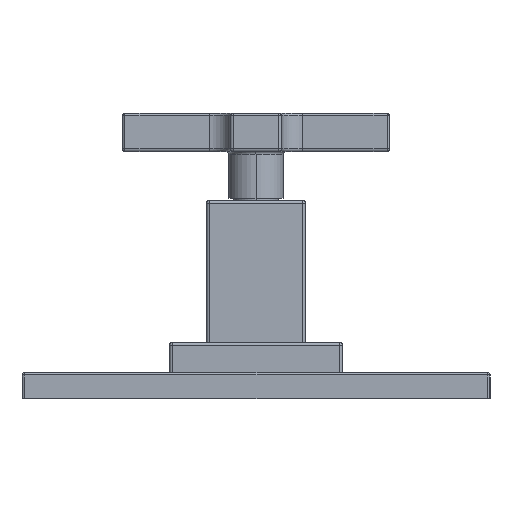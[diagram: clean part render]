
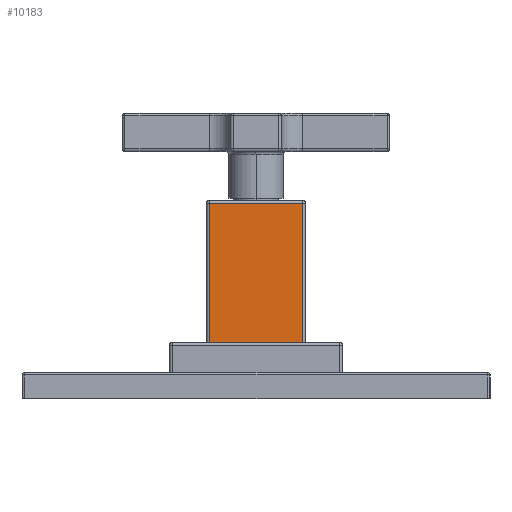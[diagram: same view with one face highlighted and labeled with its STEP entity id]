
A CAD part, left-side view. The second image highlights one B-rep face of the part: STEP entity #10183.
In plain terms, the highlighted planar face has unit normal (-1, 0, 0).
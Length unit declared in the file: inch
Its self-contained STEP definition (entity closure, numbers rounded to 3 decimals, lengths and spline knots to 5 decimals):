
#3707=DIRECTION('',(0.,-1.,0.));
#3708=VECTOR('',#3707,1.1);
#3709=CARTESIAN_POINT('',(-0.67,0.55,0.66));
#3710=LINE('',#3709,#3708);
#3773=DIRECTION('',(0.,0.,-1.));
#3774=VECTOR('',#3773,1.64);
#3775=CARTESIAN_POINT('',(-0.67,0.55,2.3));
#3776=LINE('',#3775,#3774);
#3777=DIRECTION('',(0.,-1.,0.));
#3778=VECTOR('',#3777,1.1);
#3779=CARTESIAN_POINT('',(-0.67,0.55,2.3));
#3780=LINE('',#3779,#3778);
#3781=DIRECTION('',(0.,0.,-1.));
#3782=VECTOR('',#3781,1.64);
#3783=CARTESIAN_POINT('',(-0.67,-0.55,2.3));
#3784=LINE('',#3783,#3782);
#5243=CARTESIAN_POINT('',(-0.67,0.55,2.3));
#5244=CARTESIAN_POINT('',(-0.67,-0.55,2.3));
#5245=VERTEX_POINT('',#5243);
#5246=VERTEX_POINT('',#5244);
#5259=CARTESIAN_POINT('',(-0.67,0.55,0.66));
#5260=CARTESIAN_POINT('',(-0.67,-0.55,0.66));
#5261=VERTEX_POINT('',#5259);
#5262=VERTEX_POINT('',#5260);
#10169=CARTESIAN_POINT('',(-0.67,0.58,0.66));
#10170=DIRECTION('',(-1.,0.,0.));
#10171=DIRECTION('',(0.,-1.,0.));
#10172=AXIS2_PLACEMENT_3D('',#10169,#10170,#10171);
#10173=PLANE('',#10172);
#10174=ORIENTED_EDGE('',*,*,#10076,.F.);
#10176=ORIENTED_EDGE('',*,*,#10175,.F.);
#10178=ORIENTED_EDGE('',*,*,#10177,.T.);
#10180=ORIENTED_EDGE('',*,*,#10179,.T.);
#10181=EDGE_LOOP('',(#10174,#10176,#10178,#10180));
#10182=FACE_OUTER_BOUND('',#10181,.F.);
#10183=ADVANCED_FACE('',(#10182),#10173,.T.);
#10076=EDGE_CURVE('',#5261,#5262,#3710,.T.);
#10175=EDGE_CURVE('',#5245,#5261,#3776,.T.);
#10177=EDGE_CURVE('',#5245,#5246,#3780,.T.);
#10179=EDGE_CURVE('',#5246,#5262,#3784,.T.);
